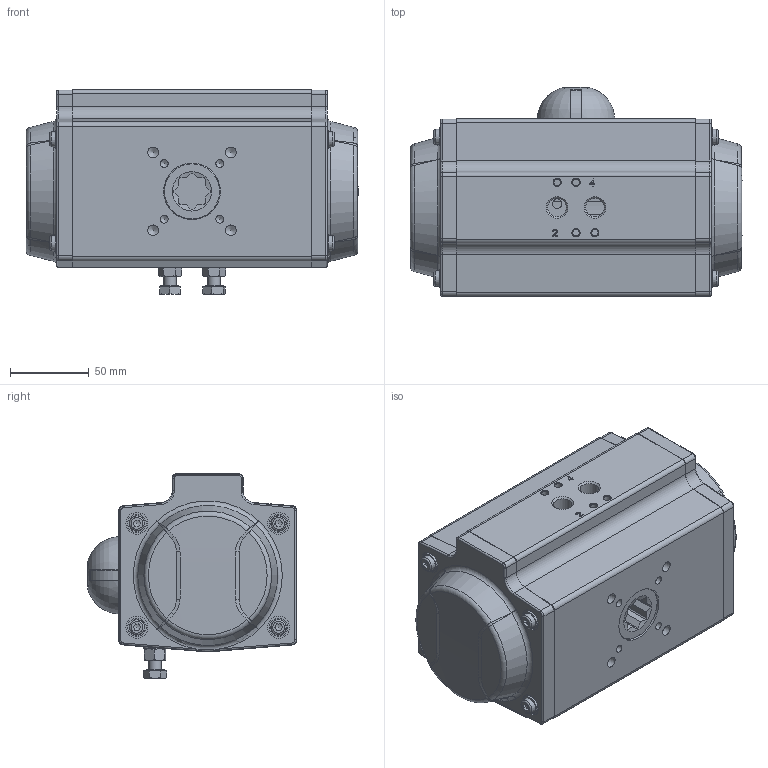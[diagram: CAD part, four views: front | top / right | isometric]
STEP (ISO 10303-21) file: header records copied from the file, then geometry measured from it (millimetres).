
FILE_DESCRIPTION(/* description */ (''),/* implementation_level */ '2;1');
FILE_NAME(/* name */ 'GTEA085装配体-231010',/* time_stamp */ '2024-11-25T16:24:42+08:00',/* author */ ('Xiaofan.Zhang'),/* organization */ ('Rotork'),/* preprocessor_version */ 'ST-DEVELOPER v18.102',/* originating_system */ 'Solid Edge',/* authorisation */ 'Unknown');
FILE_SCHEMA (('AUTOMOTIVE_DESIGN {1 0 10303 214 3 1 1}'));
Length unit declared in the file: millimetre
Products named in the file (1): GTEA085装配体-23108
Bounding box: 210.9 x 133.04 x 129.8 mm (x, y, z)
Surface area: 131363.7 mm2 (no closed solid volume)
Topology: 0 solids, 37 shells, 480 faces, 1387 edges, 946 vertices
Faces by surface type: plane 174, cylinder 135, cone 83, torus 48, bspline 38, sphere 2
Full cylindrical faces by diameter (mm): 4.2 x8, 5 x5, 6.8 x4, 8 x2, 11.8 x2, 14 x8, 20 x1, 36 x1
Entity records: 17696 total; most frequent: CARTESIAN_POINT 5599, DIRECTION 2370, ORIENTED_EDGE 2231, EDGE_CURVE 1273, AXIS2_PLACEMENT_3D 946, VERTEX_POINT 932, FACE_BOUND 642, EDGE_LOOP 621
